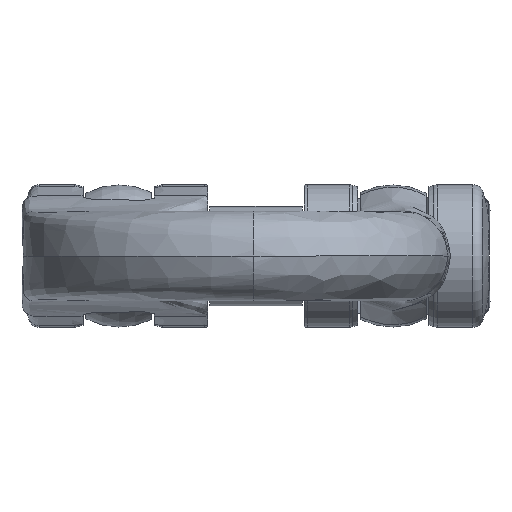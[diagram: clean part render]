
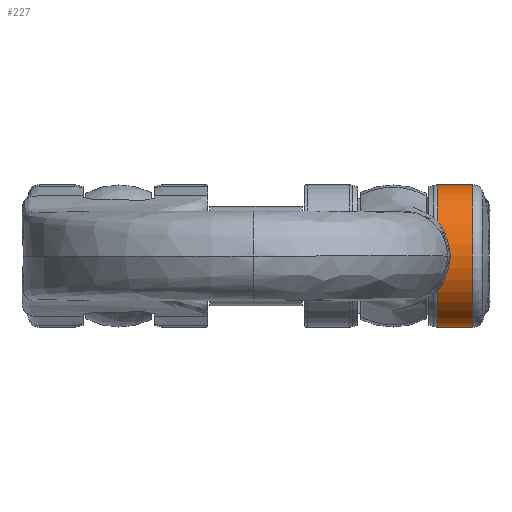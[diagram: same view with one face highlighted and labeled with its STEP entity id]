
A CAD part, front view. The second image highlights one B-rep face of the part: STEP entity #227.
In plain terms, the highlighted cylindrical face has radius 10 mm (diameter 20 mm), a partial arc.
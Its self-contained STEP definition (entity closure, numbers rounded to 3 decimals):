
#227=ADVANCED_FACE('',(#537),#538,.T.);
#537=FACE_OUTER_BOUND('',#961,.T.);
#538=CYLINDRICAL_SURFACE('',#962,10.0);
#961=EDGE_LOOP('',(#20954,#20955,#20956,#20957));
#962=AXIS2_PLACEMENT_3D('',#20958,#20959,#20960);
#20954=ORIENTED_EDGE('',*,*,#21964,.F.);
#20955=ORIENTED_EDGE('',*,*,#21949,.T.);
#20956=ORIENTED_EDGE('',*,*,#21960,.F.);
#20957=ORIENTED_EDGE('',*,*,#21965,.F.);
#20958=CARTESIAN_POINT('',(25.414,-0.8,0.));
#20959=DIRECTION('',(-1.0,0.0,0.0));
#20960=DIRECTION('',(0.0,0.0,1.0));
#21949=EDGE_CURVE('',#22449,#22443,#22451,.T.);
#21960=EDGE_CURVE('',#22468,#22443,#22469,.T.);
#21964=EDGE_CURVE('',#22449,#22474,#22475,.T.);
#21965=EDGE_CURVE('',#22474,#22468,#22476,.T.);
#22443=VERTEX_POINT('',#23153);
#22449=VERTEX_POINT('',#23162);
#22451=CIRCLE('',#23164,10.0);
#22468=VERTEX_POINT('',#23184);
#22469=LINE('',#23185,#23186);
#22474=VERTEX_POINT('',#23194);
#22475=LINE('',#23195,#23196);
#22476=CIRCLE('',#23197,10.);
#23153=CARTESIAN_POINT('',(25.414,-0.8,-10.0));
#23162=CARTESIAN_POINT('',(25.414,-0.8,10.0));
#23164=AXIS2_PLACEMENT_3D('',#25648,#25649,#25650);
#23184=CARTESIAN_POINT('',(30.423,-0.8,-10.));
#23185=CARTESIAN_POINT('',(25.414,-0.8,-10.0));
#23186=VECTOR('',#25669,1.0);
#23194=CARTESIAN_POINT('',(30.423,-0.8,10.));
#23195=CARTESIAN_POINT('',(25.414,-0.8,10.0));
#23196=VECTOR('',#25673,1.0);
#23197=AXIS2_PLACEMENT_3D('',#25674,#25675,#25676);
#25648=CARTESIAN_POINT('',(25.414,-0.8,0.));
#25649=DIRECTION('',(1.0,0.0,-0.0));
#25650=DIRECTION('',(0.0,0.0,1.0));
#25669=DIRECTION('',(-1.0,0.0,0.0));
#25673=DIRECTION('',(1.0,-0.0,-0.0));
#25674=CARTESIAN_POINT('',(30.423,-0.8,0.));
#25675=DIRECTION('',(1.0,0.0,-0.0));
#25676=DIRECTION('',(0.0,0.0,1.0));
